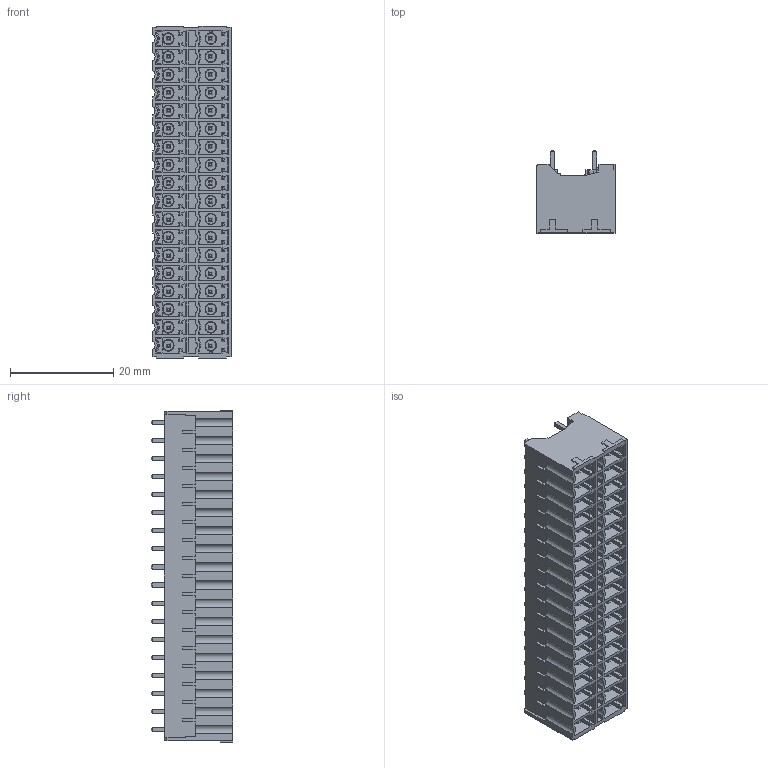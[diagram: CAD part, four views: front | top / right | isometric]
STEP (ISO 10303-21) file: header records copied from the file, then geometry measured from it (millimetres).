
FILE_DESCRIPTION((''),'2;1');
FILE_NAME('1','2024-09-10T14:12:24',('sheji109'),(''),'CREO PARAMETRIC BY PTC INC, 2018100','CREO PARAMETRIC BY PTC INC, 2018100','');
FILE_SCHEMA(('CONFIG_CONTROL_DESIGN'));
Products named in the file (1): 1
Bounding box: 15.2 x 15.9 x 64.4 mm (x, y, z)
Volume: 7514.3 mm3; surface area: 11855.9 mm2
Topology: 1 solids, 1 shells, 3624 faces, 9830 edges, 6334 vertices
Faces by surface type: plane 2902, cylinder 398, cone 270, bspline 36, torus 18
Entity records: 114524 total; most frequent: CARTESIAN_POINT 24258, ORIENTED_EDGE 19660, DIRECTION 17176, EDGE_CURVE 9830, VECTOR 8180, LINE 8180, VERTEX_POINT 6334, AXIS2_PLACEMENT_3D 4498
